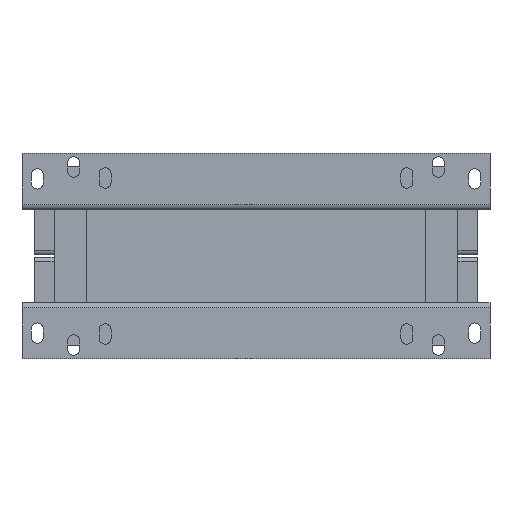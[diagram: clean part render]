
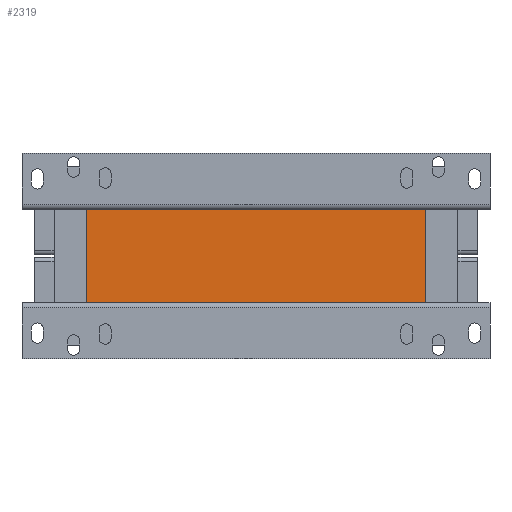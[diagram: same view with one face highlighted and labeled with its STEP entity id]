
A CAD part, front view. The second image highlights one B-rep face of the part: STEP entity #2319.
In plain terms, the highlighted planar face has unit normal (0, -1, 0).
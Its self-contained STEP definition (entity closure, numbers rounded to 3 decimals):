
#136 = DIRECTION ( 'NONE',  ( 1., 0., 0. ) ) ;
#2319 = ADVANCED_FACE ( 'Defeature ausgef�hrt2_14', ( #7665 ), #2935, .F. ) ;
#2935 = PLANE ( 'NONE',  #24386 ) ;
#4228 = VERTEX_POINT ( 'NONE', #30682 ) ;
#4423 = ORIENTED_EDGE ( 'NONE', *, *, #11257, .F. ) ;
#4831 = CARTESIAN_POINT ( 'NONE',  ( -200., -200., 55. ) ) ;
#5262 = DIRECTION ( 'NONE',  ( 0., 1., 0. ) ) ;
#5420 = VECTOR ( 'NONE', #136, 1000. ) ;
#5885 = DIRECTION ( 'NONE',  ( 0., 0., -1. ) ) ;
#6926 = DIRECTION ( 'NONE',  ( 1., 0., 0. ) ) ;
#7406 = DIRECTION ( 'NONE',  ( 0., 0., -1. ) ) ;
#7665 = FACE_OUTER_BOUND ( 'NONE', #24747, .T. ) ;
#8231 = LINE ( 'NONE', #4831, #20953 ) ;
#8468 = LINE ( 'NONE', #21823, #29148 ) ;
#9252 = ORIENTED_EDGE ( 'NONE', *, *, #24197, .T. ) ;
#11257 = EDGE_CURVE ( 'Defeature ausgef�hrt2_665+Defeature ausgef�hrt2_14+Defeature ausgef�hrt2_10+Defeature ausgef�hrt2_11', #30730, #19182, #8468, .T. ) ;
#12212 = LINE ( 'NONE', #20829, #5420 ) ;
#13037 = LINE ( 'NONE', #26125, #28975 ) ;
#15180 = ORIENTED_EDGE ( 'NONE', *, *, #32950, .F. ) ;
#15812 = EDGE_CURVE ( 'Defeature ausgef�hrt2_14+Defeature ausgef�hrt2_10+Defeature ausgef�hrt2_665+Defeature ausgef�hrt2_664', #30730, #4228, #8231, .T. ) ;
#19182 = VERTEX_POINT ( 'NONE', #22384 ) ;
#19737 = VERTEX_POINT ( 'NONE', #25253 ) ;
#19932 = ORIENTED_EDGE ( 'NONE', *, *, #15812, .T. ) ;
#20496 = CARTESIAN_POINT ( 'NONE',  ( -200., -200., 55. ) ) ;
#20829 = CARTESIAN_POINT ( 'NONE',  ( -200., -200., -55. ) ) ;
#20953 = VECTOR ( 'NONE', #7406, 1000. ) ;
#21271 = CARTESIAN_POINT ( 'NONE',  ( -200., -200., 55. ) ) ;
#21823 = CARTESIAN_POINT ( 'NONE',  ( -200., -200., 55. ) ) ;
#22384 = CARTESIAN_POINT ( 'NONE',  ( 200., -200., 55. ) ) ;
#24197 = EDGE_CURVE ( 'Defeature ausgef�hrt2_14+Defeature ausgef�hrt2_664+Defeature ausgef�hrt2_10+Defeature ausgef�hrt2_11', #4228, #19737, #12212, .T. ) ;
#24386 = AXIS2_PLACEMENT_3D ( 'NONE', #20496, #5262, #25823 ) ;
#24747 = EDGE_LOOP ( 'NONE', ( #9252, #15180, #4423, #19932 ) ) ;
#25253 = CARTESIAN_POINT ( 'NONE',  ( 200., -200., -55. ) ) ;
#25823 = DIRECTION ( 'NONE',  ( 0., 0., 1. ) ) ;
#26125 = CARTESIAN_POINT ( 'NONE',  ( 200., -200., 55. ) ) ;
#28975 = VECTOR ( 'NONE', #5885, 1000. ) ;
#29148 = VECTOR ( 'NONE', #6926, 1000. ) ;
#30682 = CARTESIAN_POINT ( 'NONE',  ( -200., -200., -55. ) ) ;
#30730 = VERTEX_POINT ( 'NONE', #21271 ) ;
#32950 = EDGE_CURVE ( 'Defeature ausgef�hrt2_11+Defeature ausgef�hrt2_14+Defeature ausgef�hrt2_665+Defeature ausgef�hrt2_664', #19182, #19737, #13037, .T. ) ;
